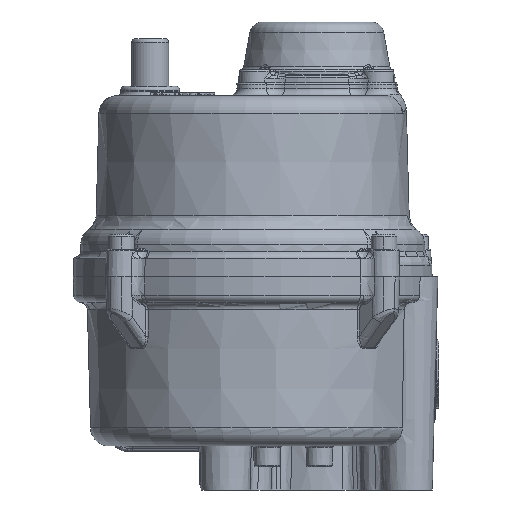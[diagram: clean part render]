
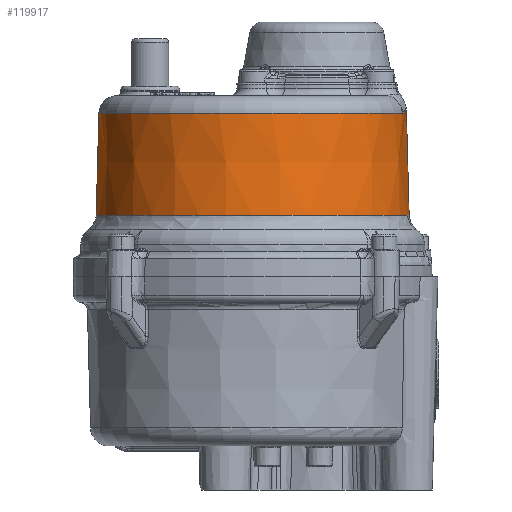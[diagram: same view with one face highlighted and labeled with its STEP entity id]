
A CAD part, front view. The second image highlights one B-rep face of the part: STEP entity #119917.
In plain terms, the highlighted conical face has half-angle 1.5 degrees and reference radius 43 mm.
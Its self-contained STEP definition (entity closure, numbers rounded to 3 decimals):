
#240 = VECTOR ( 'NONE', #111356, 1000. ) ;
#4433 = DIRECTION ( 'NONE',  ( 0., 0., -1. ) ) ;
#5587 = B_SPLINE_CURVE_WITH_KNOTS ( 'NONE', 3,
 ( #110846, #97991, #84627, #34577, #123635 ),
 .UNSPECIFIED., .F., .F.,
 ( 4, 1, 4 ),
 ( 0., 0.002, 0.004 ),
 .UNSPECIFIED. ) ;
#6650 = CARTESIAN_POINT ( 'NONE',  ( 41.055, -8.076, 44.52 ) ) ;
#7062 = AXIS2_PLACEMENT_3D ( 'NONE', #76431, #12974, #139329 ) ;
#12125 = CARTESIAN_POINT ( 'NONE',  ( -41.791, -1.942, 44.431 ) ) ;
#12974 = DIRECTION ( 'NONE',  ( 0., 0., -1. ) ) ;
#16004 = VERTEX_POINT ( 'NONE', #90750 ) ;
#16723 = CARTESIAN_POINT ( 'NONE',  ( 41.809, -0.402, 45.48 ) ) ;
#16882 = CARTESIAN_POINT ( 'NONE',  ( -41.837, 0., 44.431 ) ) ;
#18946 = CARTESIAN_POINT ( 'NONE',  ( 41.8, -0.804, 45.594 ) ) ;
#19477 = CARTESIAN_POINT ( 'NONE',  ( 40.699, -9.691, 44.431 ) ) ;
#22692 = CARTESIAN_POINT ( 'NONE',  ( -42.56, 0., 16.792 ) ) ;
#26081 = CARTESIAN_POINT ( 'NONE',  ( 0., 0., 44.431 ) ) ;
#27640 = VERTEX_POINT ( 'NONE', #35173 ) ;
#29607 = FACE_OUTER_BOUND ( 'NONE', #92950, .T. ) ;
#31720 = CARTESIAN_POINT ( 'NONE',  ( 41.753, -2.034, 45.806 ) ) ;
#31721 = EDGE_CURVE ( 'NONE', #63734, #76920, #158549, .T. ) ;
#32441 = AXIS2_PLACEMENT_3D ( 'NONE', #26081, #115137, #38860 ) ;
#34114 = LINE ( 'NONE', #35091, #240 ) ;
#34577 = CARTESIAN_POINT ( 'NONE',  ( -41.761, -2.592, 44.431 ) ) ;
#35091 = CARTESIAN_POINT ( 'NONE',  ( -43., 0., 0. ) ) ;
#35173 = CARTESIAN_POINT ( 'NONE',  ( 41.812, 0., 45.363 ) ) ;
#38860 = DIRECTION ( 'NONE',  ( -1., 0., 0. ) ) ;
#41138 = ORIENTED_EDGE ( 'NONE', *, *, #109452, .T. ) ;
#43256 = VECTOR ( 'NONE', #161232, 1000. ) ;
#43587 = EDGE_CURVE ( 'NONE', #71009, #103563, #5587, .T. ) ;
#44521 = CARTESIAN_POINT ( 'NONE',  ( 41.675, -3.291, 45.723 ) ) ;
#57327 = CARTESIAN_POINT ( 'NONE',  ( 41.57, -4.495, 45.422 ) ) ;
#59151 = ORIENTED_EDGE ( 'NONE', *, *, #104524, .F. ) ;
#59395 = CARTESIAN_POINT ( 'NONE',  ( 43., 0., 0. ) ) ;
#63734 = VERTEX_POINT ( 'NONE', #22692 ) ;
#64849 = CIRCLE ( 'NONE', #32441, 41.837 ) ;
#70099 = CARTESIAN_POINT ( 'NONE',  ( 41.434, -5.683, 45.068 ) ) ;
#71009 = VERTEX_POINT ( 'NONE', #71879 ) ;
#71879 = CARTESIAN_POINT ( 'NONE',  ( -41.429, -5.825, 44.431 ) ) ;
#74697 = AXIS2_PLACEMENT_3D ( 'NONE', #75364, #164447, #88151 ) ;
#75364 = CARTESIAN_POINT ( 'NONE',  ( 0., 0., 16.792 ) ) ;
#76431 = CARTESIAN_POINT ( 'NONE',  ( 0., 0., 0. ) ) ;
#76920 = VERTEX_POINT ( 'NONE', #94276 ) ;
#80681 = CARTESIAN_POINT ( 'NONE',  ( 0., 0., 44.431 ) ) ;
#82754 = EDGE_CURVE ( 'NONE', #103563, #97181, #165201, .T. ) ;
#82864 = CARTESIAN_POINT ( 'NONE',  ( 41.261, -6.877, 44.757 ) ) ;
#84627 = CARTESIAN_POINT ( 'NONE',  ( -41.671, -3.889, 44.433 ) ) ;
#87244 = ORIENTED_EDGE ( 'NONE', *, *, #43587, .T. ) ;
#88151 = DIRECTION ( 'NONE',  ( 1., 0., 0. ) ) ;
#89284 = CONICAL_SURFACE ( 'NONE', #7062, 43., 0.026 ) ;
#90177 = ORIENTED_EDGE ( 'NONE', *, *, #31721, .T. ) ;
#90750 = CARTESIAN_POINT ( 'NONE',  ( 40.699, -9.691, 44.431 ) ) ;
#92950 = EDGE_LOOP ( 'NONE', ( #117509, #164629, #90177, #59151, #41138, #130828, #87244 ) ) ;
#93488 = DIRECTION ( 'NONE',  ( -1., 0., 0. ) ) ;
#94276 = CARTESIAN_POINT ( 'NONE',  ( 42.56, 0., 16.792 ) ) ;
#95701 = CARTESIAN_POINT ( 'NONE',  ( 40.892, -8.88, 44.431 ) ) ;
#97181 = VERTEX_POINT ( 'NONE', #16882 ) ;
#97532 = B_SPLINE_CURVE_WITH_KNOTS ( 'NONE', 3,
 ( #158615, #16723, #18946, #107989, #31720, #120810, #44521, #133582, #57327, #146350, #70099, #159158, #82864, #6650, #95701, #19477 ),
 .UNSPECIFIED., .F., .F.,
 ( 4, 2, 2, 2, 2, 2, 2, 4 ),
 ( 0., 0.001, 0.003, 0.004, 0.005, 0.006, 0.008, 0.01 ),
 .UNSPECIFIED. ) ;
#97991 = CARTESIAN_POINT ( 'NONE',  ( -41.52, -5.18, 44.431 ) ) ;
#103563 = VERTEX_POINT ( 'NONE', #12125 ) ;
#104524 = EDGE_CURVE ( 'NONE', #27640, #76920, #144802, .T. ) ;
#107989 = CARTESIAN_POINT ( 'NONE',  ( 41.772, -1.62, 45.758 ) ) ;
#108079 = AXIS2_PLACEMENT_3D ( 'NONE', #80681, #4433, #93488 ) ;
#109452 = EDGE_CURVE ( 'NONE', #27640, #16004, #97532, .T. ) ;
#110846 = CARTESIAN_POINT ( 'NONE',  ( -41.429, -5.825, 44.431 ) ) ;
#111356 = DIRECTION ( 'NONE',  ( -0.026, 0., -1. ) ) ;
#115137 = DIRECTION ( 'NONE',  ( 0., 0., -1. ) ) ;
#117509 = ORIENTED_EDGE ( 'NONE', *, *, #82754, .T. ) ;
#119917 = ADVANCED_FACE ( 'NONE', ( #29607 ), #89284, .T. ) ;
#120810 = CARTESIAN_POINT ( 'NONE',  ( 41.704, -2.881, 45.787 ) ) ;
#123635 = CARTESIAN_POINT ( 'NONE',  ( -41.791, -1.942, 44.431 ) ) ;
#130828 = ORIENTED_EDGE ( 'NONE', *, *, #142105, .T. ) ;
#133582 = CARTESIAN_POINT ( 'NONE',  ( 41.608, -4.098, 45.539 ) ) ;
#139329 = DIRECTION ( 'NONE',  ( 1., 0., 0. ) ) ;
#142105 = EDGE_CURVE ( 'NONE', #16004, #71009, #64849, .T. ) ;
#144802 = LINE ( 'NONE', #59395, #43256 ) ;
#146350 = CARTESIAN_POINT ( 'NONE',  ( 41.483, -5.288, 45.187 ) ) ;
#158105 = EDGE_CURVE ( 'NONE', #97181, #63734, #34114, .T. ) ;
#158549 = CIRCLE ( 'NONE', #74697, 42.56 ) ;
#158615 = CARTESIAN_POINT ( 'NONE',  ( 41.812, 0., 45.363 ) ) ;
#159158 = CARTESIAN_POINT ( 'NONE',  ( 41.323, -6.479, 44.853 ) ) ;
#161232 = DIRECTION ( 'NONE',  ( 0.026, 0., -1. ) ) ;
#164447 = DIRECTION ( 'NONE',  ( 0., 0., 1. ) ) ;
#164629 = ORIENTED_EDGE ( 'NONE', *, *, #158105, .T. ) ;
#165201 = CIRCLE ( 'NONE', #108079, 41.837 ) ;
